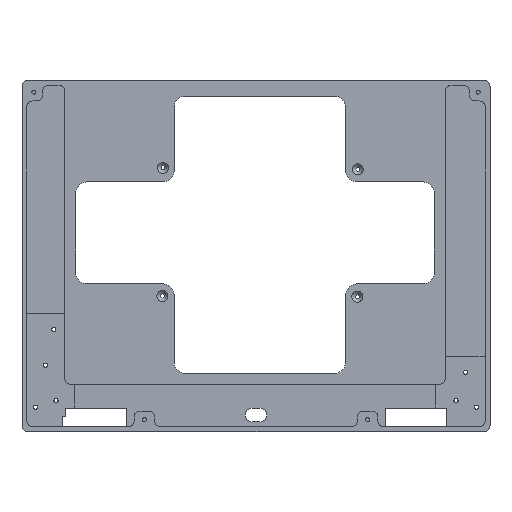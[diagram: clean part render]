
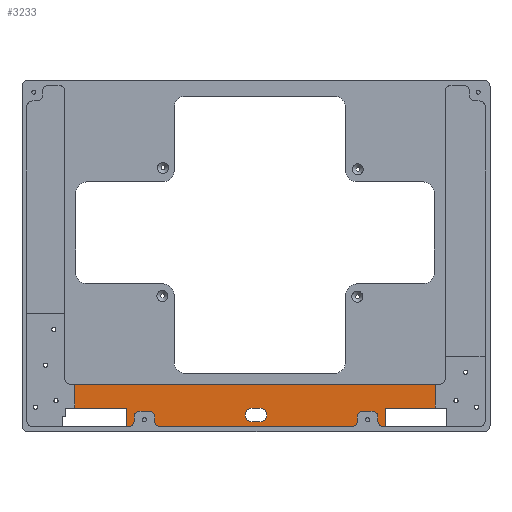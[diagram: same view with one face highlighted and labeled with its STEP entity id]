
A CAD part, top view. The second image highlights one B-rep face of the part: STEP entity #3233.
In plain terms, the highlighted planar face has unit normal (0, 0, 1).
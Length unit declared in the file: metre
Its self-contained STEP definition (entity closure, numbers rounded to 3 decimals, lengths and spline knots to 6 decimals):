
#117=CIRCLE('',#3453,0.0035);
#118=CIRCLE('',#3454,0.0035);
#119=CIRCLE('',#3455,0.003);
#120=CIRCLE('',#3456,0.003);
#121=CIRCLE('',#3457,0.003);
#122=CIRCLE('',#3458,0.003);
#123=CIRCLE('',#3459,0.003);
#124=CIRCLE('',#3460,0.003);
#125=CIRCLE('',#3461,0.003);
#126=CIRCLE('',#3462,0.003);
#410=ORIENTED_EDGE('',*,*,#1340,.F.);
#411=ORIENTED_EDGE('',*,*,#1341,.T.);
#412=ORIENTED_EDGE('',*,*,#1342,.F.);
#413=ORIENTED_EDGE('',*,*,#1343,.F.);
#414=ORIENTED_EDGE('',*,*,#1344,.F.);
#415=ORIENTED_EDGE('',*,*,#1345,.T.);
#416=ORIENTED_EDGE('',*,*,#1346,.T.);
#417=ORIENTED_EDGE('',*,*,#1347,.F.);
#418=ORIENTED_EDGE('',*,*,#1348,.F.);
#419=ORIENTED_EDGE('',*,*,#1349,.F.);
#420=ORIENTED_EDGE('',*,*,#1179,.F.);
#421=ORIENTED_EDGE('',*,*,#1350,.T.);
#422=ORIENTED_EDGE('',*,*,#1276,.F.);
#423=ORIENTED_EDGE('',*,*,#1351,.T.);
#424=ORIENTED_EDGE('',*,*,#1299,.T.);
#425=ORIENTED_EDGE('',*,*,#1352,.T.);
#426=ORIENTED_EDGE('',*,*,#1353,.T.);
#427=ORIENTED_EDGE('',*,*,#1354,.T.);
#428=ORIENTED_EDGE('',*,*,#1355,.T.);
#429=ORIENTED_EDGE('',*,*,#1356,.T.);
#430=ORIENTED_EDGE('',*,*,#1357,.F.);
#431=ORIENTED_EDGE('',*,*,#1358,.T.);
#432=ORIENTED_EDGE('',*,*,#1295,.T.);
#433=ORIENTED_EDGE('',*,*,#1359,.T.);
#434=ORIENTED_EDGE('',*,*,#1360,.T.);
#435=ORIENTED_EDGE('',*,*,#1361,.T.);
#436=ORIENTED_EDGE('',*,*,#1362,.F.);
#437=ORIENTED_EDGE('',*,*,#1363,.T.);
#1179=EDGE_CURVE('',#1652,#1653,#1978,.T.);
#1276=EDGE_CURVE('',#1744,#1745,#2063,.T.);
#1295=EDGE_CURVE('',#1756,#1755,#2072,.T.);
#1299=EDGE_CURVE('',#1760,#1759,#2076,.T.);
#1340=EDGE_CURVE('',#1797,#1798,#117,.T.);
#1341=EDGE_CURVE('',#1797,#1799,#2109,.T.);
#1342=EDGE_CURVE('',#1800,#1799,#118,.T.);
#1343=EDGE_CURVE('',#1798,#1800,#2110,.T.);
#1344=EDGE_CURVE('',#1801,#1802,#2111,.T.);
#1345=EDGE_CURVE('',#1801,#1803,#119,.T.);
#1346=EDGE_CURVE('',#1803,#1804,#2112,.T.);
#1347=EDGE_CURVE('',#1805,#1804,#2113,.T.);
#1348=EDGE_CURVE('',#1806,#1805,#2114,.T.);
#1349=EDGE_CURVE('',#1653,#1806,#2115,.T.);
#1350=EDGE_CURVE('',#1652,#1745,#2116,.T.);
#1351=EDGE_CURVE('',#1744,#1760,#2117,.T.);
#1352=EDGE_CURVE('',#1759,#1807,#120,.T.);
#1353=EDGE_CURVE('',#1807,#1808,#2118,.T.);
#1354=EDGE_CURVE('',#1808,#1809,#121,.F.);
#1355=EDGE_CURVE('',#1809,#1810,#2119,.T.);
#1356=EDGE_CURVE('',#1810,#1811,#122,.F.);
#1357=EDGE_CURVE('',#1812,#1811,#2120,.T.);
#1358=EDGE_CURVE('',#1812,#1756,#123,.T.);
#1359=EDGE_CURVE('',#1755,#1813,#124,.T.);
#1360=EDGE_CURVE('',#1813,#1814,#2121,.T.);
#1361=EDGE_CURVE('',#1814,#1815,#125,.F.);
#1362=EDGE_CURVE('',#1816,#1815,#2122,.T.);
#1363=EDGE_CURVE('',#1816,#1802,#126,.F.);
#1652=VERTEX_POINT('',#4695);
#1653=VERTEX_POINT('',#4697);
#1744=VERTEX_POINT('',#4895);
#1745=VERTEX_POINT('',#4897);
#1755=VERTEX_POINT('',#4931);
#1756=VERTEX_POINT('',#4933);
#1759=VERTEX_POINT('',#4940);
#1760=VERTEX_POINT('',#4942);
#1797=VERTEX_POINT('',#5026);
#1798=VERTEX_POINT('',#5027);
#1799=VERTEX_POINT('',#5029);
#1800=VERTEX_POINT('',#5031);
#1801=VERTEX_POINT('',#5034);
#1802=VERTEX_POINT('',#5035);
#1803=VERTEX_POINT('',#5037);
#1804=VERTEX_POINT('',#5039);
#1805=VERTEX_POINT('',#5041);
#1806=VERTEX_POINT('',#5043);
#1807=VERTEX_POINT('',#5048);
#1808=VERTEX_POINT('',#5050);
#1809=VERTEX_POINT('',#5052);
#1810=VERTEX_POINT('',#5054);
#1811=VERTEX_POINT('',#5056);
#1812=VERTEX_POINT('',#5058);
#1813=VERTEX_POINT('',#5061);
#1814=VERTEX_POINT('',#5063);
#1815=VERTEX_POINT('',#5065);
#1816=VERTEX_POINT('',#5067);
#1978=LINE('',#4696,#2311);
#2063=LINE('',#4896,#2396);
#2072=LINE('',#4932,#2405);
#2076=LINE('',#4941,#2409);
#2109=LINE('',#5028,#2442);
#2110=LINE('',#5032,#2443);
#2111=LINE('',#5033,#2444);
#2112=LINE('',#5038,#2445);
#2113=LINE('',#5040,#2446);
#2114=LINE('',#5042,#2447);
#2115=LINE('',#5044,#2448);
#2116=LINE('',#5045,#2449);
#2117=LINE('',#5046,#2450);
#2118=LINE('',#5049,#2451);
#2119=LINE('',#5053,#2452);
#2120=LINE('',#5057,#2453);
#2121=LINE('',#5062,#2454);
#2122=LINE('',#5066,#2455);
#2311=VECTOR('',#3724,1.);
#2396=VECTOR('',#3855,1.);
#2405=VECTOR('',#3896,1.);
#2409=VECTOR('',#3902,1.);
#2442=VECTOR('',#3965,1.);
#2443=VECTOR('',#3968,1.);
#2444=VECTOR('',#3969,1.);
#2445=VECTOR('',#3972,1.);
#2446=VECTOR('',#3973,1.);
#2447=VECTOR('',#3974,1.);
#2448=VECTOR('',#3975,1.);
#2449=VECTOR('',#3976,1.);
#2450=VECTOR('',#3977,1.);
#2451=VECTOR('',#3980,1.);
#2452=VECTOR('',#3983,1.);
#2453=VECTOR('',#3986,1.);
#2454=VECTOR('',#3991,1.);
#2455=VECTOR('',#3994,1.);
#2668=EDGE_LOOP('',(#410,#411,#412,#413));
#2669=EDGE_LOOP('',(#414,#415,#416,#417,#418,#419,#420,#421,#422,#423,#424,
#425,#426,#427,#428,#429,#430,#431,#432,#433,#434,#435,#436,#437));
#2903=FACE_BOUND('',#2668,.T.);
#2904=FACE_BOUND('',#2669,.T.);
#3127=PLANE('',#3452);
#3233=ADVANCED_FACE('',(#2903,#2904),#3127,.T.);
#3452=AXIS2_PLACEMENT_3D('',#5024,#3961,#3962);
#3453=AXIS2_PLACEMENT_3D('',#5025,#3963,#3964);
#3454=AXIS2_PLACEMENT_3D('',#5030,#3966,#3967);
#3455=AXIS2_PLACEMENT_3D('',#5036,#3970,#3971);
#3456=AXIS2_PLACEMENT_3D('',#5047,#3978,#3979);
#3457=AXIS2_PLACEMENT_3D('',#5051,#3981,#3982);
#3458=AXIS2_PLACEMENT_3D('',#5055,#3984,#3985);
#3459=AXIS2_PLACEMENT_3D('',#5059,#3987,#3988);
#3460=AXIS2_PLACEMENT_3D('',#5060,#3989,#3990);
#3461=AXIS2_PLACEMENT_3D('',#5064,#3992,#3993);
#3462=AXIS2_PLACEMENT_3D('',#5068,#3995,#3996);
#3724=DIRECTION('',(1.,0.,0.));
#3855=DIRECTION('',(-1.,0.,0.));
#3896=DIRECTION('',(1.,0.,0.));
#3902=DIRECTION('',(1.,0.,0.));
#3961=DIRECTION('',(0.,0.,1.));
#3962=DIRECTION('',(1.,0.,0.));
#3963=DIRECTION('',(0.,0.,1.));
#3964=DIRECTION('',(1.,0.,0.));
#3965=DIRECTION('',(1.,0.,0.));
#3966=DIRECTION('',(0.,0.,1.));
#3967=DIRECTION('',(1.,0.,0.));
#3968=DIRECTION('',(1.,0.,0.));
#3969=DIRECTION('',(0.,1.,0.));
#3970=DIRECTION('',(0.,0.,1.));
#3971=DIRECTION('',(1.,0.,0.));
#3972=DIRECTION('',(1.,0.,0.));
#3973=DIRECTION('',(0.,-1.,0.));
#3974=DIRECTION('',(-1.,0.,0.));
#3975=DIRECTION('',(0.,-1.,0.));
#3976=DIRECTION('',(0.,-1.,0.));
#3977=DIRECTION('',(0.,-1.,0.));
#3978=DIRECTION('',(0.,0.,1.));
#3979=DIRECTION('',(1.,0.,0.));
#3980=DIRECTION('',(0.,1.,0.));
#3981=DIRECTION('',(0.,0.,1.));
#3982=DIRECTION('',(1.,0.,0.));
#3983=DIRECTION('',(1.,0.,0.));
#3984=DIRECTION('',(0.,0.,1.));
#3985=DIRECTION('',(1.,0.,0.));
#3986=DIRECTION('',(0.,1.,0.));
#3987=DIRECTION('',(0.,0.,1.));
#3988=DIRECTION('',(1.,0.,0.));
#3989=DIRECTION('',(0.,0.,1.));
#3990=DIRECTION('',(1.,0.,0.));
#3991=DIRECTION('',(0.,1.,0.));
#3992=DIRECTION('',(0.,0.,1.));
#3993=DIRECTION('',(1.,0.,0.));
#3994=DIRECTION('',(-1.,0.,0.));
#3995=DIRECTION('',(0.,0.,1.));
#3996=DIRECTION('',(1.,0.,0.));
#4695=CARTESIAN_POINT('',(0.027,-0.1558,0.0025));
#4696=CARTESIAN_POINT('',(0.1195,-0.1558,0.0025));
#4697=CARTESIAN_POINT('',(0.212,-0.1558,0.0025));
#4895=CARTESIAN_POINT('',(0.0537,-0.168,0.0025));
#4896=CARTESIAN_POINT('',(0.12,-0.168,0.0025));
#4897=CARTESIAN_POINT('',(0.027,-0.168,0.0025));
#4931=CARTESIAN_POINT('',(0.169,-0.1775,0.0025));
#4932=CARTESIAN_POINT('',(0.12,-0.1775,0.0025));
#4933=CARTESIAN_POINT('',(0.071,-0.1775,0.0025));
#4940=CARTESIAN_POINT('',(0.0545,-0.1775,0.0025));
#4941=CARTESIAN_POINT('',(0.12,-0.1775,0.0025));
#4942=CARTESIAN_POINT('',(0.0537,-0.1775,0.0025));
#5024=CARTESIAN_POINT('',(0.12,-0.09,0.0025));
#5025=CARTESIAN_POINT('',(0.118,-0.1715,0.0025));
#5026=CARTESIAN_POINT('',(0.118,-0.168,0.0025));
#5027=CARTESIAN_POINT('',(0.118,-0.175,0.0025));
#5028=CARTESIAN_POINT('',(0.12,-0.168,0.0025));
#5029=CARTESIAN_POINT('',(0.122,-0.168,0.0025));
#5030=CARTESIAN_POINT('',(0.122,-0.1715,0.0025));
#5031=CARTESIAN_POINT('',(0.122,-0.175,0.0025));
#5032=CARTESIAN_POINT('',(0.12,-0.175,0.0025));
#5033=CARTESIAN_POINT('',(0.1825,-0.1735,0.0025));
#5034=CARTESIAN_POINT('',(0.1825,-0.1745,0.0025));
#5035=CARTESIAN_POINT('',(0.1825,-0.1725,0.0025));
#5036=CARTESIAN_POINT('',(0.1855,-0.1745,0.0025));
#5037=CARTESIAN_POINT('',(0.1855,-0.1775,0.0025));
#5038=CARTESIAN_POINT('',(0.12,-0.1775,0.0025));
#5039=CARTESIAN_POINT('',(0.1863,-0.1775,0.0025));
#5040=CARTESIAN_POINT('',(0.1863,-0.09,0.0025));
#5041=CARTESIAN_POINT('',(0.1863,-0.168,0.0025));
#5042=CARTESIAN_POINT('',(0.12,-0.168,0.0025));
#5043=CARTESIAN_POINT('',(0.212,-0.168,0.0025));
#5044=CARTESIAN_POINT('',(0.212,-0.16665,0.0025));
#5045=CARTESIAN_POINT('',(0.027,-0.16665,0.0025));
#5046=CARTESIAN_POINT('',(0.0537,-0.09,0.0025));
#5047=CARTESIAN_POINT('',(0.0545,-0.1745,0.0025));
#5048=CARTESIAN_POINT('',(0.0575,-0.1745,0.0025));
#5049=CARTESIAN_POINT('',(0.0575,-0.1735,0.0025));
#5050=CARTESIAN_POINT('',(0.0575,-0.1725,0.0025));
#5051=CARTESIAN_POINT('',(0.0605,-0.1725,0.0025));
#5052=CARTESIAN_POINT('',(0.0605,-0.1695,0.0025));
#5053=CARTESIAN_POINT('',(0.06275,-0.1695,0.0025));
#5054=CARTESIAN_POINT('',(0.065,-0.1695,0.0025));
#5055=CARTESIAN_POINT('',(0.065,-0.1725,0.0025));
#5056=CARTESIAN_POINT('',(0.068,-0.1725,0.0025));
#5057=CARTESIAN_POINT('',(0.068,-0.1735,0.0025));
#5058=CARTESIAN_POINT('',(0.068,-0.1745,0.0025));
#5059=CARTESIAN_POINT('',(0.071,-0.1745,0.0025));
#5060=CARTESIAN_POINT('',(0.169,-0.1745,0.0025));
#5061=CARTESIAN_POINT('',(0.172,-0.1745,0.0025));
#5062=CARTESIAN_POINT('',(0.172,-0.1735,0.0025));
#5063=CARTESIAN_POINT('',(0.172,-0.1725,0.0025));
#5064=CARTESIAN_POINT('',(0.175,-0.1725,0.0025));
#5065=CARTESIAN_POINT('',(0.175,-0.1695,0.0025));
#5066=CARTESIAN_POINT('',(0.17725,-0.1695,0.0025));
#5067=CARTESIAN_POINT('',(0.1795,-0.1695,0.0025));
#5068=CARTESIAN_POINT('',(0.1795,-0.1725,0.0025));
